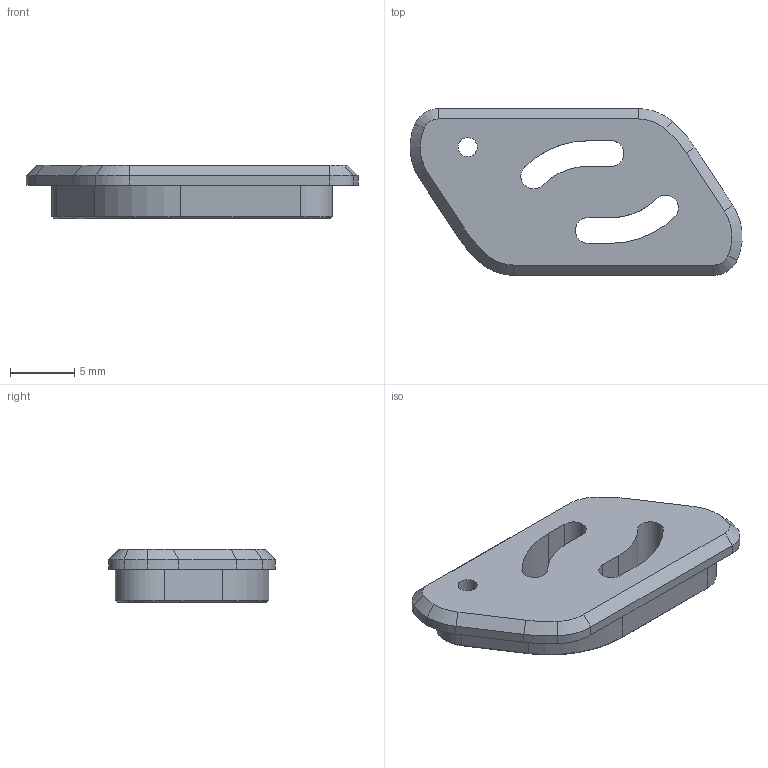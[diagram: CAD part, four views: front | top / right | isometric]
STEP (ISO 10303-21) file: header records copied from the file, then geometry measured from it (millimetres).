
FILE_DESCRIPTION (( 'STEP AP214' ), '1' );
FILE_NAME ('2.6L O3Key^Apex Dead Cat.STE.STEP', '2023-03-13T00:17:39', ( '' ), ( '' ), 'SwSTEP 2.0', 'SolidWorks 2022', '' );
FILE_SCHEMA (( 'AUTOMOTIVE_DESIGN' ));
Length unit declared in the file: millimetre
Products named in the file (1): 2.6L O3Key^Apex Dead Cat.STE
Bounding box: 25.9 x 13 x 4.15 mm (x, y, z)
Volume: 805.9 mm3; surface area: 888.8 mm2
Topology: 1 solids, 1 shells, 63 faces, 158 edges, 98 vertices
Faces by surface type: cylinder 26, plane 23, cone 14
Entity records: 1928 total; most frequent: DIRECTION 352, CARTESIAN_POINT 320, ORIENTED_EDGE 316, EDGE_CURVE 158, AXIS2_PLACEMENT_3D 130, VERTEX_POINT 98, VECTOR 92, LINE 92
